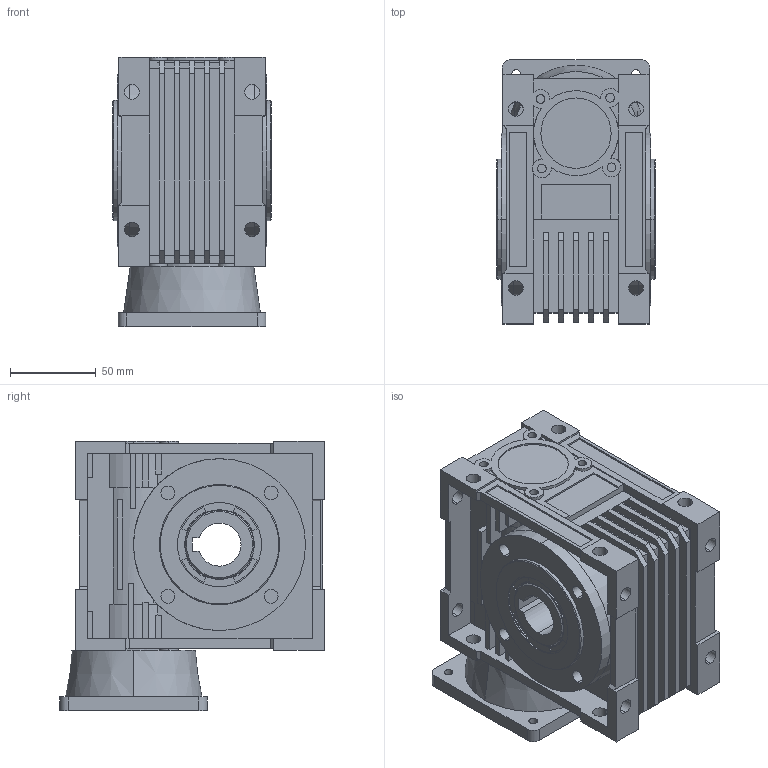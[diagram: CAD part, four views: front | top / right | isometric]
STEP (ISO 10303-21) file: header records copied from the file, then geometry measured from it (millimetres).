
FILE_DESCRIPTION (( 'STEP AP214' ), '1' );
FILE_NAME ('STP__86步进_14_无_不配附件_空心轴.step', '2019-10-09T02:15:59', ( 'IT Division' ), ( 'IT' ), 'SwSTEP 2.0', 'SolidWorks 2016', '' );
FILE_SCHEMA (( 'AUTOMOTIVE_DESIGN' ));
Length unit declared in the file: millimetre
Products named in the file (1): STP__86步进_14_无_不配附件_空心轴
Bounding box: 92 x 154 x 156.5 mm (x, y, z)
Volume: 1226493.8 mm3; surface area: 176210.4 mm2
Topology: 1 solids, 6 shells, 679 faces, 1761 edges, 1157 vertices
Faces by surface type: plane 450, cylinder 198, cone 17, torus 14
Entity records: 21958 total; most frequent: CARTESIAN_POINT 3690, DIRECTION 3613, ORIENTED_EDGE 3522, EDGE_CURVE 1761, LINE 1249, VECTOR 1249, AXIS2_PLACEMENT_3D 1182, VERTEX_POINT 1157
